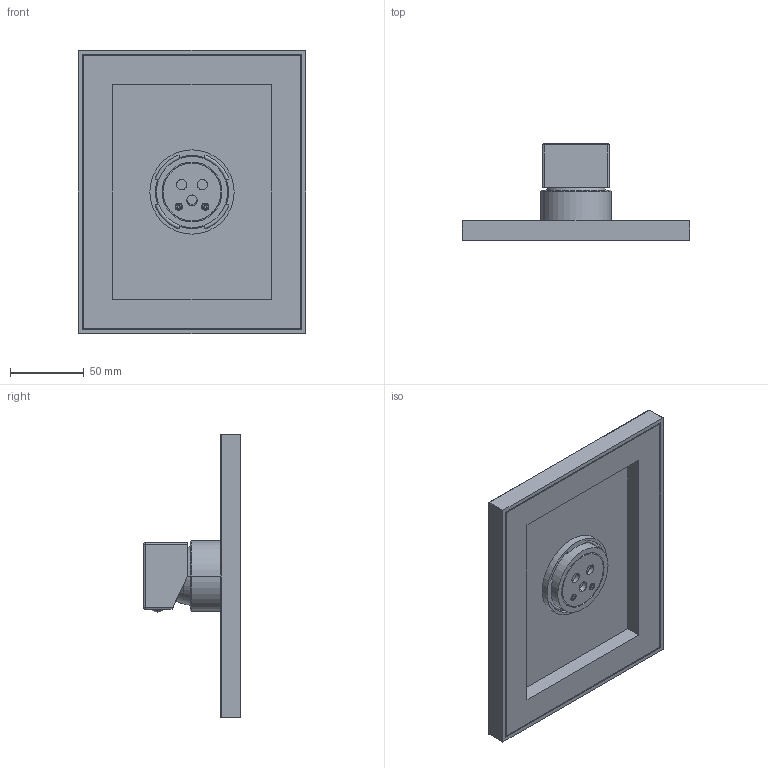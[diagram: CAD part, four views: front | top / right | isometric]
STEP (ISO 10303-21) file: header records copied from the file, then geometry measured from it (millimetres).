
FILE_DESCRIPTION((''),'2;1');
FILE_NAME('LECBOX010CR','2021-11-02T15:33:46',('ut3'),('PAFFONI SpA'),'CREO PARAMETRIC BY PTC INC, 2020044','CREO PARAMETRIC BY PTC INC, 2020044','');
FILE_SCHEMA(('CONFIG_CONTROL_DESIGN','SHAPE_APPEARANCE_LAYERS_GROUPS'));
Length unit declared in the file: millimetre
Products named in the file (1): LECBOX010CR
Bounding box: 154 x 65.6 x 192 mm (x, y, z)
Volume: 302201.6 mm3; surface area: 118538.8 mm2
Topology: 2 solids, 2 shells, 1015 faces, 2754 edges, 1750 vertices
Faces by surface type: plane 623, cylinder 249, torus 68, cone 57, sphere 16, bspline 2
Entity records: 41549 total; most frequent: CARTESIAN_POINT 8965, ORIENTED_EDGE 5484, DIRECTION 5136, EDGE_CURVE 2742, AXIS2_PLACEMENT_3D 1764, VERTEX_POINT 1750, VECTOR 1608, LINE 1608
